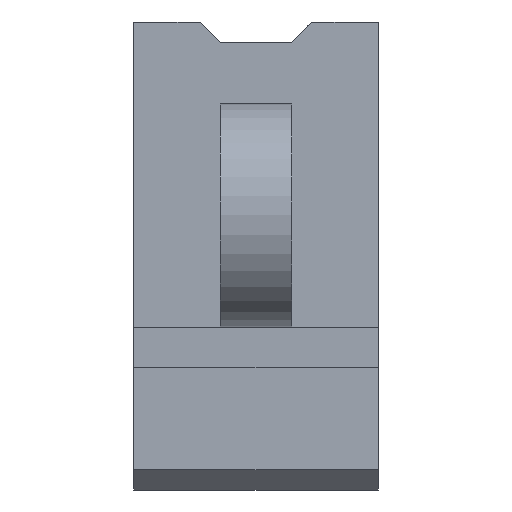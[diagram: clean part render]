
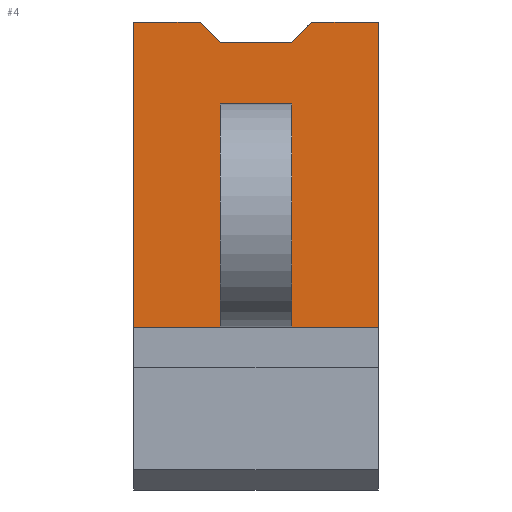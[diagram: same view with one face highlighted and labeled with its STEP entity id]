
A CAD part, front view. The second image highlights one B-rep face of the part: STEP entity #4.
In plain terms, the highlighted planar face has unit normal (0, -1, 0).
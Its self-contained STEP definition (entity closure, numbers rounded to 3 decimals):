
#4 = ADVANCED_FACE ( 'NONE', ( #727 ), #996, .F. ) ;
#15 = DIRECTION ( 'NONE',  ( -1., 0., 0. ) ) ;
#17 = CARTESIAN_POINT ( 'NONE',  ( 0.875, 13.5, 4.25 ) ) ;
#37 = CARTESIAN_POINT ( 'NONE',  ( -0.875, 13.5, 2.75 ) ) ;
#43 = EDGE_CURVE ( 'NONE', #91, #313, #666, .T. ) ;
#49 = CARTESIAN_POINT ( 'NONE',  ( 3., 13.5, 2.75 ) ) ;
#72 = EDGE_CURVE ( 'NONE', #96, #91, #658, .T. ) ;
#73 = CARTESIAN_POINT ( 'NONE',  ( 3., 13.5, -2.75 ) ) ;
#91 = VERTEX_POINT ( 'NONE', #613 ) ;
#96 = VERTEX_POINT ( 'NONE', #779 ) ;
#101 = CARTESIAN_POINT ( 'NONE',  ( -0.875, 13.5, 4.25 ) ) ;
#113 = EDGE_CURVE ( 'NONE', #312, #915, #651, .T. ) ;
#114 = VERTEX_POINT ( 'NONE', #516 ) ;
#126 = CARTESIAN_POINT ( 'NONE',  ( -0.875, 13.5, -2.75 ) ) ;
#154 = CARTESIAN_POINT ( 'NONE',  ( -3., 13.5, -2.75 ) ) ;
#190 = EDGE_CURVE ( 'NONE', #493, #96, #218, .T. ) ;
#196 = ORIENTED_EDGE ( 'NONE', *, *, #190, .F. ) ;
#197 = VERTEX_POINT ( 'NONE', #368 ) ;
#218 = LINE ( 'NONE', #405, #260 ) ;
#219 = VERTEX_POINT ( 'NONE', #154 ) ;
#231 = ORIENTED_EDGE ( 'NONE', *, *, #943, .F. ) ;
#243 = CARTESIAN_POINT ( 'NONE',  ( 3., 13.5, -2.75 ) ) ;
#260 = VECTOR ( 'NONE', #372, 1000. ) ;
#261 = CARTESIAN_POINT ( 'NONE',  ( 3., 13.5, 4.75 ) ) ;
#264 = VECTOR ( 'NONE', #520, 1000. ) ;
#273 = VERTEX_POINT ( 'NONE', #101 ) ;
#281 = LINE ( 'NONE', #1024, #482 ) ;
#283 = AXIS2_PLACEMENT_3D ( 'NONE', #556, #401, #632 ) ;
#297 = ORIENTED_EDGE ( 'NONE', *, *, #113, .F. ) ;
#301 = ORIENTED_EDGE ( 'NONE', *, *, #1033, .T. ) ;
#302 = ORIENTED_EDGE ( 'NONE', *, *, #990, .F. ) ;
#306 = ORIENTED_EDGE ( 'NONE', *, *, #934, .T. ) ;
#309 = ORIENTED_EDGE ( 'NONE', *, *, #43, .F. ) ;
#312 = VERTEX_POINT ( 'NONE', #17 ) ;
#313 = VERTEX_POINT ( 'NONE', #37 ) ;
#323 = VECTOR ( 'NONE', #594, 1000. ) ;
#346 = ORIENTED_EDGE ( 'NONE', *, *, #612, .F. ) ;
#348 = ORIENTED_EDGE ( 'NONE', *, *, #72, .F. ) ;
#350 = CARTESIAN_POINT ( 'NONE',  ( -0.875, 13.5, 4.25 ) ) ;
#368 = CARTESIAN_POINT ( 'NONE',  ( -3., 13.5, 4.75 ) ) ;
#372 = DIRECTION ( 'NONE',  ( -1., 0., 0. ) ) ;
#394 = ORIENTED_EDGE ( 'NONE', *, *, #822, .T. ) ;
#395 = VERTEX_POINT ( 'NONE', #126 ) ;
#401 = DIRECTION ( 'NONE',  ( 0., 1., 0. ) ) ;
#405 = CARTESIAN_POINT ( 'NONE',  ( 3., 13.5, -2.75 ) ) ;
#410 = VERTEX_POINT ( 'NONE', #414 ) ;
#414 = CARTESIAN_POINT ( 'NONE',  ( 3., 13.5, 4.75 ) ) ;
#415 = ORIENTED_EDGE ( 'NONE', *, *, #992, .T. ) ;
#421 = ORIENTED_EDGE ( 'NONE', *, *, #595, .F. ) ;
#436 = DIRECTION ( 'NONE',  ( 0.707, 0., -0.707 ) ) ;
#470 = LINE ( 'NONE', #350, #593 ) ;
#475 = LINE ( 'NONE', #1031, #559 ) ;
#482 = VECTOR ( 'NONE', #725, 1000. ) ;
#493 = VERTEX_POINT ( 'NONE', #243 ) ;
#516 = CARTESIAN_POINT ( 'NONE',  ( -1.375, 13.5, 4.75 ) ) ;
#518 = DIRECTION ( 'NONE',  ( 0., 0., 1. ) ) ;
#520 = DIRECTION ( 'NONE',  ( 0.707, 0., 0.707 ) ) ;
#531 = CARTESIAN_POINT ( 'NONE',  ( 0.875, 13.5, 4.25 ) ) ;
#556 = CARTESIAN_POINT ( 'NONE',  ( 3., 13.5, 2.75 ) ) ;
#559 = VECTOR ( 'NONE', #902, 1000. ) ;
#587 = LINE ( 'NONE', #261, #826 ) ;
#593 = VECTOR ( 'NONE', #436, 1000. ) ;
#594 = DIRECTION ( 'NONE',  ( 0., 0., -1. ) ) ;
#595 = EDGE_CURVE ( 'NONE', #395, #219, #925, .T. ) ;
#612 = EDGE_CURVE ( 'NONE', #410, #493, #932, .T. ) ;
#613 = CARTESIAN_POINT ( 'NONE',  ( 0.875, 13.5, 2.75 ) ) ;
#632 = DIRECTION ( 'NONE',  ( 0., 0., 1. ) ) ;
#642 = VECTOR ( 'NONE', #518, 1000. ) ;
#651 = LINE ( 'NONE', #531, #264 ) ;
#652 = VECTOR ( 'NONE', #774, 1000. ) ;
#658 = LINE ( 'NONE', #803, #652 ) ;
#661 = LINE ( 'NONE', #1020, #642 ) ;
#666 = LINE ( 'NONE', #835, #691 ) ;
#691 = VECTOR ( 'NONE', #828, 1000. ) ;
#725 = DIRECTION ( 'NONE',  ( 0., 0., -1. ) ) ;
#727 = FACE_OUTER_BOUND ( 'NONE', #743, .T. ) ;
#743 = EDGE_LOOP ( 'NONE', ( #231, #302, #415, #306, #421, #301, #309, #348, #196, #346, #394, #297 ) ) ;
#774 = DIRECTION ( 'NONE',  ( 0., 0., 1. ) ) ;
#779 = CARTESIAN_POINT ( 'NONE',  ( 0.875, 13.5, -2.75 ) ) ;
#803 = CARTESIAN_POINT ( 'NONE',  ( 0.875, 13.5, -6.75 ) ) ;
#822 = EDGE_CURVE ( 'NONE', #410, #915, #831, .T. ) ;
#826 = VECTOR ( 'NONE', #1016, 1000. ) ;
#828 = DIRECTION ( 'NONE',  ( -1., 0., 0. ) ) ;
#831 = LINE ( 'NONE', #875, #836 ) ;
#835 = CARTESIAN_POINT ( 'NONE',  ( 3., 13.5, 2.75 ) ) ;
#836 = VECTOR ( 'NONE', #914, 1000. ) ;
#875 = CARTESIAN_POINT ( 'NONE',  ( 3., 13.5, 4.75 ) ) ;
#902 = DIRECTION ( 'NONE',  ( 1., 0., 0. ) ) ;
#914 = DIRECTION ( 'NONE',  ( -1., 0., 0. ) ) ;
#915 = VERTEX_POINT ( 'NONE', #944 ) ;
#925 = LINE ( 'NONE', #73, #933 ) ;
#932 = LINE ( 'NONE', #49, #323 ) ;
#933 = VECTOR ( 'NONE', #15, 1000. ) ;
#934 = EDGE_CURVE ( 'NONE', #197, #219, #281, .T. ) ;
#943 = EDGE_CURVE ( 'NONE', #273, #312, #475, .T. ) ;
#944 = CARTESIAN_POINT ( 'NONE',  ( 1.375, 13.5, 4.75 ) ) ;
#990 = EDGE_CURVE ( 'NONE', #114, #273, #470, .T. ) ;
#992 = EDGE_CURVE ( 'NONE', #114, #197, #587, .T. ) ;
#996 = PLANE ( 'NONE',  #283 ) ;
#1016 = DIRECTION ( 'NONE',  ( -1., 0., 0. ) ) ;
#1020 = CARTESIAN_POINT ( 'NONE',  ( -0.875, 13.5, -6.75 ) ) ;
#1024 = CARTESIAN_POINT ( 'NONE',  ( -3., 13.5, 2.75 ) ) ;
#1031 = CARTESIAN_POINT ( 'NONE',  ( -0.875, 13.5, 4.25 ) ) ;
#1033 = EDGE_CURVE ( 'NONE', #395, #313, #661, .T. ) ;
